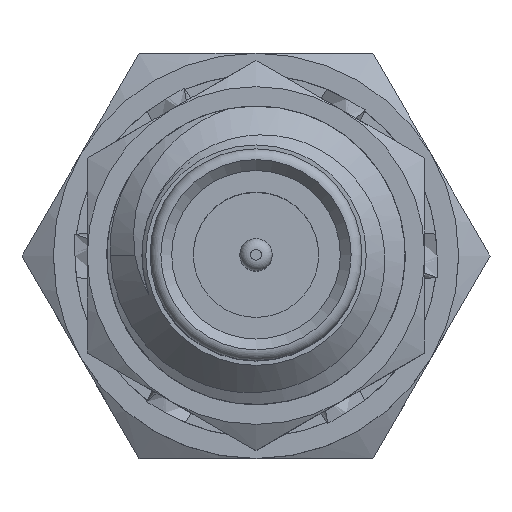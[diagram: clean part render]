
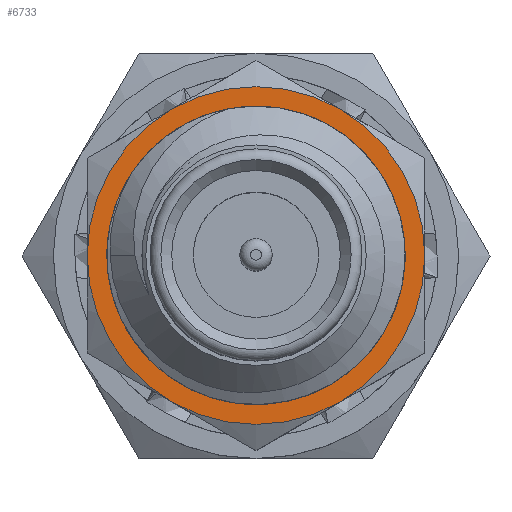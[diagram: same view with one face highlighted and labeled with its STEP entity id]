
A CAD part, top view. The second image highlights one B-rep face of the part: STEP entity #6733.
In plain terms, the highlighted planar face has unit normal (0, 0, 1).
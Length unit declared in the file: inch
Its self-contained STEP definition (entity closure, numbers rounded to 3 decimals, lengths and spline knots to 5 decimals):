
#523 = DIRECTION ( 'NONE',  ( 0., 0., 1. ) ) ;
#699 = CIRCLE ( 'NONE', #3439, 0.07813 ) ;
#1024 = VERTEX_POINT ( 'NONE', #2639 ) ;
#1252 = FACE_BOUND ( 'NONE', #11111, .T. ) ;
#1382 = DIRECTION ( 'NONE',  ( 1., 0., 0. ) ) ;
#1421 = EDGE_CURVE ( 'NONE', #1024, #6164, #5210, .T. ) ;
#1679 = CIRCLE ( 'NONE', #7068, 0.07813 ) ;
#1729 = CARTESIAN_POINT ( 'NONE',  ( 0., 0., -0.208 ) ) ;
#1818 = CARTESIAN_POINT ( 'NONE',  ( 0., 0.049, -0.208 ) ) ;
#2101 = DIRECTION ( 'NONE',  ( 0., 0., 1. ) ) ;
#2284 = EDGE_CURVE ( 'NONE', #6164, #10333, #699, .T. ) ;
#2304 = CARTESIAN_POINT ( 'NONE',  ( 0., 0., -0.208 ) ) ;
#2412 = DIRECTION ( 'NONE',  ( 1., 0., 0. ) ) ;
#2417 = FACE_OUTER_BOUND ( 'NONE', #6454, .T. ) ;
#2530 = AXIS2_PLACEMENT_3D ( 'NONE', #2304, #6061, #5979 ) ;
#2543 = CIRCLE ( 'NONE', #2530, 0.049 ) ;
#2639 = CARTESIAN_POINT ( 'NONE',  ( 0.07813, 0., -0.208 ) ) ;
#2916 = VERTEX_POINT ( 'NONE', #9880 ) ;
#3177 = CARTESIAN_POINT ( 'NONE',  ( 0., 0., -0.208 ) ) ;
#3439 = AXIS2_PLACEMENT_3D ( 'NONE', #11384, #10387, #4778 ) ;
#3464 = CARTESIAN_POINT ( 'NONE',  ( 0.03906, -0.06766, -0.208 ) ) ;
#3680 = CARTESIAN_POINT ( 'NONE',  ( -0.03906, 0.06766, -0.208 ) ) ;
#3683 = DIRECTION ( 'NONE',  ( -1., 0., 0. ) ) ;
#3916 = CARTESIAN_POINT ( 'NONE',  ( 0., 0., -0.208 ) ) ;
#4143 = VERTEX_POINT ( 'NONE', #3464 ) ;
#4218 = CARTESIAN_POINT ( 'NONE',  ( 0., 0., -0.208 ) ) ;
#4270 = VERTEX_POINT ( 'NONE', #8359 ) ;
#4346 = CARTESIAN_POINT ( 'NONE',  ( 0., 0., -0.208 ) ) ;
#4456 = DIRECTION ( 'NONE',  ( 1., 0., 0. ) ) ;
#4713 = ORIENTED_EDGE ( 'NONE', *, *, #1421, .T. ) ;
#4778 = DIRECTION ( 'NONE',  ( 1., 0., 0. ) ) ;
#5061 = DIRECTION ( 'NONE',  ( 0., 0., 1. ) ) ;
#5093 = EDGE_CURVE ( 'NONE', #10333, #4270, #11022, .T. ) ;
#5210 = CIRCLE ( 'NONE', #6825, 0.07813 ) ;
#5470 = CIRCLE ( 'NONE', #8941, 0.07813 ) ;
#5501 = EDGE_CURVE ( 'NONE', #2916, #4143, #5470, .T. ) ;
#5979 = DIRECTION ( 'NONE',  ( 1., 0., 0. ) ) ;
#6061 = DIRECTION ( 'NONE',  ( 0., 0., 1. ) ) ;
#6118 = EDGE_CURVE ( 'NONE', #4270, #2916, #1679, .T. ) ;
#6164 = VERTEX_POINT ( 'NONE', #7721 ) ;
#6175 = ORIENTED_EDGE ( 'NONE', *, *, #8689, .F. ) ;
#6276 = AXIS2_PLACEMENT_3D ( 'NONE', #1818, #8334, #3683 ) ;
#6454 = EDGE_LOOP ( 'NONE', ( #10922, #8814, #9965, #6923, #4713, #11861 ) ) ;
#6733 = ADVANCED_FACE ( 'NONE', ( #1252, #2417 ), #7359, .F. ) ;
#6825 = AXIS2_PLACEMENT_3D ( 'NONE', #3177, #5061, #2412 ) ;
#6878 = DIRECTION ( 'NONE',  ( 1., 0., 0. ) ) ;
#6923 = ORIENTED_EDGE ( 'NONE', *, *, #9294, .T. ) ;
#6933 = AXIS2_PLACEMENT_3D ( 'NONE', #1729, #7420, #11924 ) ;
#7068 = AXIS2_PLACEMENT_3D ( 'NONE', #3916, #2101, #6878 ) ;
#7359 = PLANE ( 'NONE',  #6276 ) ;
#7420 = DIRECTION ( 'NONE',  ( 0., 0., 1. ) ) ;
#7499 = CARTESIAN_POINT ( 'NONE',  ( 0.049, 0., -0.208 ) ) ;
#7520 = VERTEX_POINT ( 'NONE', #7499 ) ;
#7705 = CIRCLE ( 'NONE', #6933, 0.07813 ) ;
#7721 = CARTESIAN_POINT ( 'NONE',  ( 0.03906, 0.06766, -0.208 ) ) ;
#8334 = DIRECTION ( 'NONE',  ( 0., 0., -1. ) ) ;
#8359 = CARTESIAN_POINT ( 'NONE',  ( -0.07813, 0., -0.208 ) ) ;
#8689 = EDGE_CURVE ( 'NONE', #7520, #7520, #2543, .T. ) ;
#8814 = ORIENTED_EDGE ( 'NONE', *, *, #6118, .T. ) ;
#8941 = AXIS2_PLACEMENT_3D ( 'NONE', #4218, #523, #1382 ) ;
#9170 = AXIS2_PLACEMENT_3D ( 'NONE', #4346, #10882, #4456 ) ;
#9294 = EDGE_CURVE ( 'NONE', #4143, #1024, #7705, .T. ) ;
#9880 = CARTESIAN_POINT ( 'NONE',  ( -0.03906, -0.06766, -0.208 ) ) ;
#9965 = ORIENTED_EDGE ( 'NONE', *, *, #5501, .T. ) ;
#10333 = VERTEX_POINT ( 'NONE', #3680 ) ;
#10387 = DIRECTION ( 'NONE',  ( 0., 0., 1. ) ) ;
#10882 = DIRECTION ( 'NONE',  ( 0., 0., 1. ) ) ;
#10922 = ORIENTED_EDGE ( 'NONE', *, *, #5093, .T. ) ;
#11022 = CIRCLE ( 'NONE', #9170, 0.07813 ) ;
#11111 = EDGE_LOOP ( 'NONE', ( #6175 ) ) ;
#11384 = CARTESIAN_POINT ( 'NONE',  ( 0., 0., -0.208 ) ) ;
#11861 = ORIENTED_EDGE ( 'NONE', *, *, #2284, .T. ) ;
#11924 = DIRECTION ( 'NONE',  ( 1., 0., 0. ) ) ;
